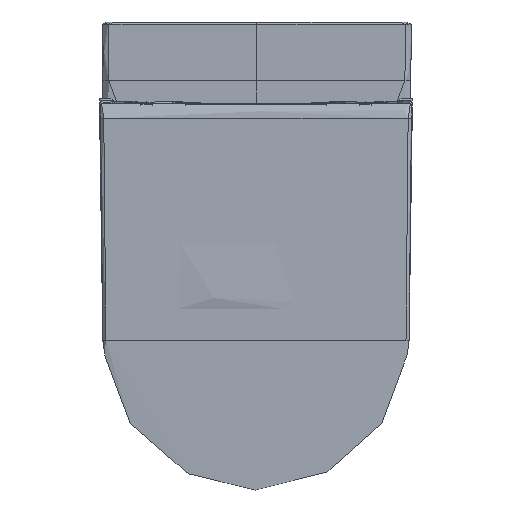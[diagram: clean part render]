
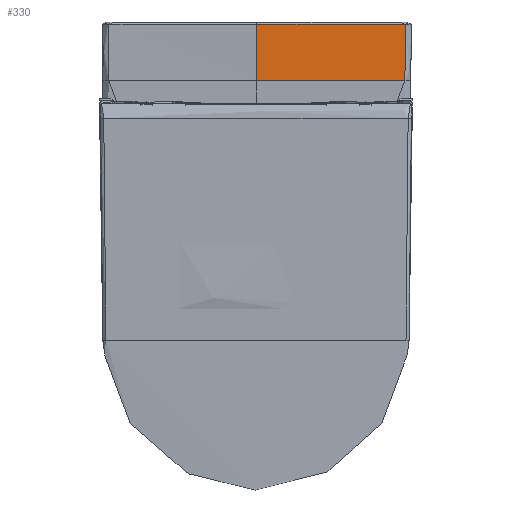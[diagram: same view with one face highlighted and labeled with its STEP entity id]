
A CAD part, top view. The second image highlights one B-rep face of the part: STEP entity #330.
In plain terms, the highlighted free-form (B-spline) face has degree [5, 5] with [6, 6] control points.
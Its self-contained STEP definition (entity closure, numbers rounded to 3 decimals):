
#330=ADVANCED_FACE('',(#3158),#40709,.T.);
#3158=FACE_OUTER_BOUND('',#5988,.T.);
#5988=EDGE_LOOP('',(#9702,#9703,#9704,#9705,#9706,#9707,#9708));
#9702=ORIENTED_EDGE('',*,*,#22879,.T.);
#9703=ORIENTED_EDGE('',*,*,#25148,.T.);
#9704=ORIENTED_EDGE('',*,*,#22867,.F.);
#9705=ORIENTED_EDGE('',*,*,#22880,.T.);
#9706=ORIENTED_EDGE('',*,*,#22881,.T.);
#9707=ORIENTED_EDGE('',*,*,#22882,.T.);
#9708=ORIENTED_EDGE('',*,*,#22921,.T.);
#22867=EDGE_CURVE('',#36903,#36899,#32141,.T.);
#22879=EDGE_CURVE('',#36913,#36914,#32149,.T.);
#22880=EDGE_CURVE('',#36903,#36915,#32150,.T.);
#22881=EDGE_CURVE('',#36915,#36916,#32151,.T.);
#22882=EDGE_CURVE('',#36916,#36917,#32152,.T.);
#22921=EDGE_CURVE('',#36917,#36913,#32187,.T.);
#25148=EDGE_CURVE('',#36914,#36899,#34166,.T.);
#32141=B_SPLINE_CURVE_WITH_KNOTS('',1,(#451893,#451894),.UNSPECIFIED.,.F.,
 .F.,(2,2),(-176.192,0.),.UNSPECIFIED.);
#32149=B_SPLINE_CURVE_WITH_KNOTS('',5,(#453112,#453113,#453114,#453115,
#453116,#453117),.UNSPECIFIED.,.F.,.F.,(6,6),(-359.422,-183.727),
 .UNSPECIFIED.);
#32150=B_SPLINE_CURVE_WITH_KNOTS('',3,(#453118,#453119,#453120,#453121),
 .UNSPECIFIED.,.F.,.F.,(4,4),(0.,95.912),.UNSPECIFIED.);
#32151=B_SPLINE_CURVE_WITH_KNOTS('',3,(#453122,#453123,#453124,#453125),
 .UNSPECIFIED.,.F.,.F.,(4,4),(0.,0.068),.UNSPECIFIED.);
#32152=B_SPLINE_CURVE_WITH_KNOTS('',3,(#453126,#453127,#453128,#453129),
 .UNSPECIFIED.,.F.,.F.,(4,4),(0.,0.094),.UNSPECIFIED.);
#32187=B_SPLINE_CURVE_WITH_KNOTS('',3,(#453557,#453558,#453559,#453560),
 .UNSPECIFIED.,.F.,.F.,(4,4),(0.,1.419),
 .UNSPECIFIED.);
#34166=B_SPLINE_CURVE_WITH_KNOTS('',5,(#477882,#477883,#477884,#477885,
#477886,#477887),.UNSPECIFIED.,.F.,.F.,(6,6),(-67.308,0.),
 .UNSPECIFIED.);
#36899=VERTEX_POINT('',#444601);
#36903=VERTEX_POINT('',#444605);
#36913=VERTEX_POINT('',#444615);
#36914=VERTEX_POINT('',#444616);
#36915=VERTEX_POINT('',#444617);
#36916=VERTEX_POINT('',#444618);
#36917=VERTEX_POINT('',#444619);
#40709=B_SPLINE_SURFACE_WITH_KNOTS('',5,5,((#137938,#137939,#137940,#137941,
#137942,#137943),(#137944,#137945,#137946,#137947,#137948,#137949),(#137950,
#137951,#137952,#137953,#137954,#137955),(#137956,#137957,#137958,#137959,
#137960,#137961),(#137962,#137963,#137964,#137965,#137966,#137967),(#137968,
#137969,#137970,#137971,#137972,#137973)),.UNSPECIFIED.,.F.,.F.,.F.,(6,
6),(6,6),(0.,367.454),(0.,100.013),.UNSPECIFIED.);
#137938=CARTESIAN_POINT('',(-217.099,200.249,182.467));
#137939=CARTESIAN_POINT('',(-217.312,220.249,182.467));
#137940=CARTESIAN_POINT('',(-217.525,240.249,182.467));
#137941=CARTESIAN_POINT('',(-217.736,260.249,182.467));
#137942=CARTESIAN_POINT('',(-217.946,280.249,182.467));
#137943=CARTESIAN_POINT('',(-218.156,300.249,182.467));
#137944=CARTESIAN_POINT('',(-143.82,200.249,182.467));
#137945=CARTESIAN_POINT('',(-143.95,220.249,182.467));
#137946=CARTESIAN_POINT('',(-144.079,240.249,182.707));
#137947=CARTESIAN_POINT('',(-144.208,260.249,183.067));
#137948=CARTESIAN_POINT('',(-144.336,280.249,183.427));
#137949=CARTESIAN_POINT('',(-144.464,300.249,183.667));
#137950=CARTESIAN_POINT('',(-70.553,200.249,182.467));
#137951=CARTESIAN_POINT('',(-70.597,220.253,182.467));
#137952=CARTESIAN_POINT('',(-70.641,240.253,182.827));
#137953=CARTESIAN_POINT('',(-70.684,260.251,183.367));
#137954=CARTESIAN_POINT('',(-70.727,280.249,183.907));
#137955=CARTESIAN_POINT('',(-70.77,300.249,184.267));
#137956=CARTESIAN_POINT('',(2.742,200.249,182.467));
#137957=CARTESIAN_POINT('',(2.785,220.253,182.467));
#137958=CARTESIAN_POINT('',(2.829,240.253,182.827));
#137959=CARTESIAN_POINT('',(2.872,260.251,183.367));
#137960=CARTESIAN_POINT('',(2.915,280.249,183.907));
#137961=CARTESIAN_POINT('',(2.958,300.249,184.267));
#137962=CARTESIAN_POINT('',(76.008,200.249,182.467));
#137963=CARTESIAN_POINT('',(76.138,220.249,182.467));
#137964=CARTESIAN_POINT('',(76.267,240.249,182.707));
#137965=CARTESIAN_POINT('',(76.396,260.249,183.067));
#137966=CARTESIAN_POINT('',(76.524,280.249,183.427));
#137967=CARTESIAN_POINT('',(76.652,300.249,183.667));
#137968=CARTESIAN_POINT('',(149.287,200.249,182.467));
#137969=CARTESIAN_POINT('',(149.5,220.249,182.467));
#137970=CARTESIAN_POINT('',(149.713,240.249,182.467));
#137971=CARTESIAN_POINT('',(149.924,260.249,182.467));
#137972=CARTESIAN_POINT('',(150.135,280.249,182.467));
#137973=CARTESIAN_POINT('',(150.344,300.249,182.467));
#444601=CARTESIAN_POINT('',(-33.906,200.249,182.467));
#444605=CARTESIAN_POINT('',(142.286,200.249,182.467));
#444615=CARTESIAN_POINT('',(141.962,267.549,182.544));
#444616=CARTESIAN_POINT('',(-33.906,267.55,183.369));
#444617=CARTESIAN_POINT('',(143.066,267.526,182.534));
#444618=CARTESIAN_POINT('',(143.018,267.528,182.534));
#444619=CARTESIAN_POINT('',(142.952,267.531,182.535));
#451893=CARTESIAN_POINT('',(142.286,200.249,182.467));
#451894=CARTESIAN_POINT('',(-33.906,200.249,182.467));
#453112=CARTESIAN_POINT('',(141.962,267.549,182.544));
#453113=CARTESIAN_POINT('',(106.791,267.549,182.874));
#453114=CARTESIAN_POINT('',(71.62,267.549,183.122));
#453115=CARTESIAN_POINT('',(36.446,267.55,183.286));
#453116=CARTESIAN_POINT('',(1.27,267.55,183.369));
#453117=CARTESIAN_POINT('',(-33.906,267.55,183.369));
#453118=CARTESIAN_POINT('',(142.286,200.249,182.467));
#453119=CARTESIAN_POINT('',(142.526,222.675,182.467));
#453120=CARTESIAN_POINT('',(142.797,245.1,182.501));
#453121=CARTESIAN_POINT('',(143.066,267.526,182.534));
#453122=CARTESIAN_POINT('',(143.066,267.526,182.534));
#453123=CARTESIAN_POINT('',(143.05,267.527,182.534));
#453124=CARTESIAN_POINT('',(143.034,267.527,182.534));
#453125=CARTESIAN_POINT('',(143.018,267.528,182.534));
#453126=CARTESIAN_POINT('',(143.018,267.528,182.534));
#453127=CARTESIAN_POINT('',(142.996,267.529,182.535));
#453128=CARTESIAN_POINT('',(142.974,267.53,182.535));
#453129=CARTESIAN_POINT('',(142.952,267.531,182.535));
#453557=CARTESIAN_POINT('',(142.952,267.531,182.535));
#453558=CARTESIAN_POINT('',(142.622,267.543,182.538));
#453559=CARTESIAN_POINT('',(142.292,267.549,182.541));
#453560=CARTESIAN_POINT('',(141.962,267.549,182.544));
#477882=CARTESIAN_POINT('',(-33.906,267.55,183.369));
#477883=CARTESIAN_POINT('',(-33.906,254.09,183.1));
#477884=CARTESIAN_POINT('',(-33.906,240.631,182.829));
#477885=CARTESIAN_POINT('',(-33.906,227.171,182.603));
#477886=CARTESIAN_POINT('',(-33.906,213.71,182.467));
#477887=CARTESIAN_POINT('',(-33.906,200.249,182.467));
